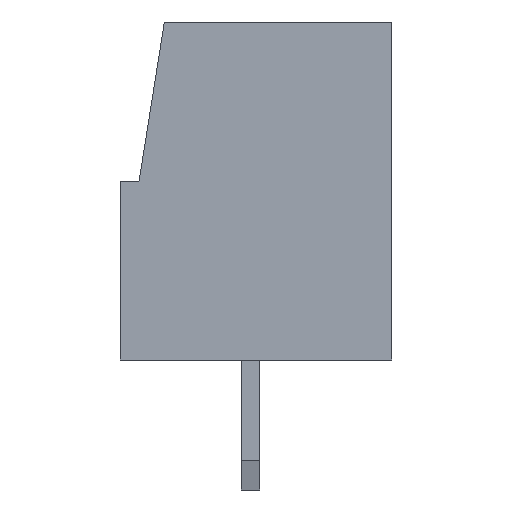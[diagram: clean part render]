
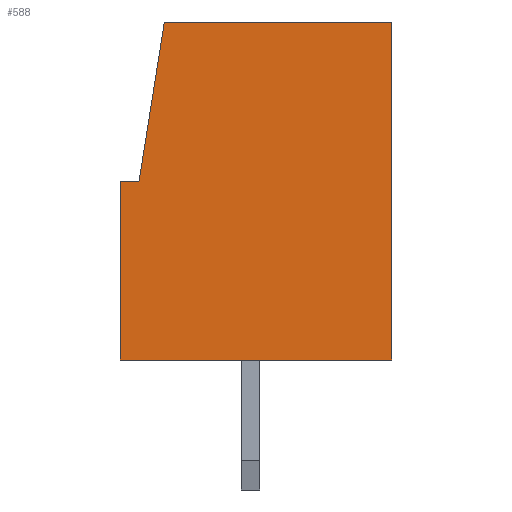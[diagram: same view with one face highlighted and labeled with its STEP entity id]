
A CAD part, left-side view. The second image highlights one B-rep face of the part: STEP entity #588.
In plain terms, the highlighted planar face has unit normal (-1, 0, 0).
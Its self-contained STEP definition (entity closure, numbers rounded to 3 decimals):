
#588 = ADVANCED_FACE( '', ( #1243 ), #1244, .F. );
#1243 = FACE_OUTER_BOUND( '', #2008, .T. );
#1244 = PLANE( '', #2009 );
#2008 = EDGE_LOOP( '', ( #3321, #3322, #3323, #3324, #3325, #3326 ) );
#2009 = AXIS2_PLACEMENT_3D( '', #3327, #3328, #3329 );
#3321 = ORIENTED_EDGE( '', *, *, #5266, .T. );
#3322 = ORIENTED_EDGE( '', *, *, #5208, .T. );
#3323 = ORIENTED_EDGE( '', *, *, #5267, .T. );
#3324 = ORIENTED_EDGE( '', *, *, #5268, .T. );
#3325 = ORIENTED_EDGE( '', *, *, #5269, .T. );
#3326 = ORIENTED_EDGE( '', *, *, #5270, .T. );
#3327 = CARTESIAN_POINT( '', ( -1.75, -8.03, -3.632 ) );
#3328 = DIRECTION( '', ( 1., 0., 0. ) );
#3329 = DIRECTION( '', ( 0., 1., 0. ) );
#5208 = EDGE_CURVE( '', #6416, #6419, #6421, .T. );
#5266 = EDGE_CURVE( '', #6506, #6416, #6507, .T. );
#5267 = EDGE_CURVE( '', #6419, #6508, #6509, .T. );
#5268 = EDGE_CURVE( '', #6508, #6510, #6511, .T. );
#5269 = EDGE_CURVE( '', #6510, #6512, #6513, .T. );
#5270 = EDGE_CURVE( '', #6512, #6506, #6514, .T. );
#6416 = VERTEX_POINT( '', #8104 );
#6419 = VERTEX_POINT( '', #8109 );
#6421 = LINE( '', #8112, #8113 );
#6506 = VERTEX_POINT( '', #8241 );
#6507 = LINE( '', #8242, #8243 );
#6508 = VERTEX_POINT( '', #8244 );
#6509 = LINE( '', #8245, #8246 );
#6510 = VERTEX_POINT( '', #8247 );
#6511 = LINE( '', #8248, #8249 );
#6512 = VERTEX_POINT( '', #8250 );
#6513 = LINE( '', #8251, #8252 );
#6514 = LINE( '', #8253, #8254 );
#8104 = CARTESIAN_POINT( '', ( -1.75, -7.3, 9.1 ) );
#8109 = CARTESIAN_POINT( '', ( -1.75, -1.181, 9.1 ) );
#8112 = CARTESIAN_POINT( '', ( -1.75, -3.5, 9.1 ) );
#8113 = VECTOR( '', #9402, 1000. );
#8241 = CARTESIAN_POINT( '', ( -1.75, -7.3, 0. ) );
#8242 = CARTESIAN_POINT( '', ( -1.75, -7.3, 0. ) );
#8243 = VECTOR( '', #9446, 1000. );
#8244 = CARTESIAN_POINT( '', ( -1.75, -0.5, 4.8 ) );
#8245 = CARTESIAN_POINT( '', ( -1.75, 0.26, 0. ) );
#8246 = VECTOR( '', #9447, 1000. );
#8247 = CARTESIAN_POINT( '', ( -1.75, 0., 4.8 ) );
#8248 = CARTESIAN_POINT( '', ( -1.75, -3.5, 4.8 ) );
#8249 = VECTOR( '', #9448, 1000. );
#8250 = CARTESIAN_POINT( '', ( -1.75, 0., 0. ) );
#8251 = CARTESIAN_POINT( '', ( -1.75, 0., 0. ) );
#8252 = VECTOR( '', #9449, 1000. );
#8253 = CARTESIAN_POINT( '', ( -1.75, -3.5, 0. ) );
#8254 = VECTOR( '', #9450, 1000. );
#9402 = DIRECTION( '', ( 0., 1., 0. ) );
#9446 = DIRECTION( '', ( 0., 0., 1. ) );
#9447 = DIRECTION( '', ( 0., 0.156, -0.988 ) );
#9448 = DIRECTION( '', ( 0., 1., 0. ) );
#9449 = DIRECTION( '', ( 0., 0., -1. ) );
#9450 = DIRECTION( '', ( 0., -1., 0. ) );
